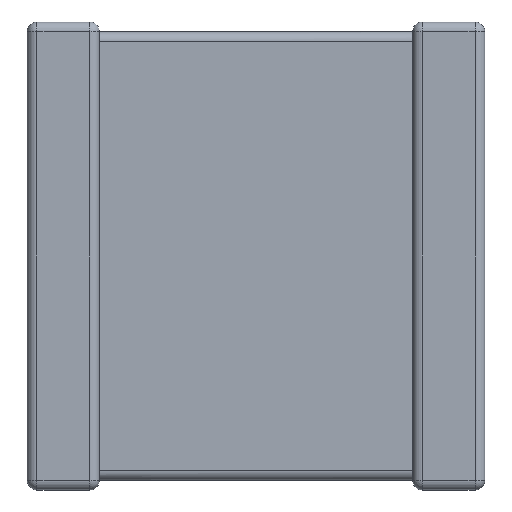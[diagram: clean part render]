
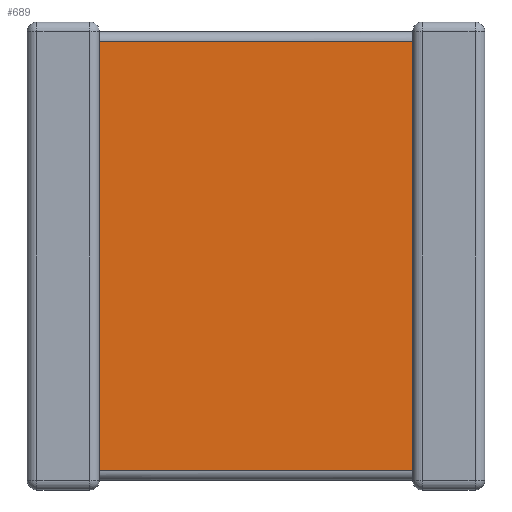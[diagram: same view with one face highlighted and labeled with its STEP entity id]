
A CAD part, front view. The second image highlights one B-rep face of the part: STEP entity #689.
In plain terms, the highlighted planar face has unit normal (0, -1, 0).
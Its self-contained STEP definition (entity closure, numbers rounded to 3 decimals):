
#7 = DIRECTION ( 'NONE',  ( 0., 0., -1. ) ) ;
#82 = EDGE_CURVE ( 'NONE', #4229, #1876, #3761, .T. ) ;
#84 = CARTESIAN_POINT ( 'NONE',  ( 5.6, 0.141, -0.283 ) ) ;
#153 = CARTESIAN_POINT ( 'NONE',  ( 1.05, 0.141, -0.283 ) ) ;
#197 = AXIS2_PLACEMENT_3D ( 'NONE', #1440, #334, #7 ) ;
#259 = LINE ( 'NONE', #1354, #2962 ) ;
#334 = DIRECTION ( 'NONE',  ( 0., -1., 0. ) ) ;
#491 = VECTOR ( 'NONE', #4518, 1000. ) ;
#689 = ADVANCED_FACE ( 'NONE', ( #1169 ), #1662, .T. ) ;
#740 = VECTOR ( 'NONE', #3128, 1000. ) ;
#1049 = ORIENTED_EDGE ( 'NONE', *, *, #3898, .T. ) ;
#1169 = FACE_OUTER_BOUND ( 'NONE', #4268, .T. ) ;
#1259 = EDGE_CURVE ( 'NONE', #1966, #4177, #259, .T. ) ;
#1348 = ORIENTED_EDGE ( 'NONE', *, *, #1259, .F. ) ;
#1354 = CARTESIAN_POINT ( 'NONE',  ( 1.05, 0.141, -6.8 ) ) ;
#1395 = DIRECTION ( 'NONE',  ( 0., 0., 1. ) ) ;
#1440 = CARTESIAN_POINT ( 'NONE',  ( 1.05, 0.141, -6.8 ) ) ;
#1662 = PLANE ( 'NONE',  #197 ) ;
#1722 = CARTESIAN_POINT ( 'NONE',  ( 1.05, 0.141, -0.283 ) ) ;
#1873 = CARTESIAN_POINT ( 'NONE',  ( 1.05, 0.141, -6.517 ) ) ;
#1876 = VERTEX_POINT ( 'NONE', #84 ) ;
#1880 = DIRECTION ( 'NONE',  ( 0., 0., 1. ) ) ;
#1886 = ORIENTED_EDGE ( 'NONE', *, *, #2995, .T. ) ;
#1966 = VERTEX_POINT ( 'NONE', #1873 ) ;
#2133 = ORIENTED_EDGE ( 'NONE', *, *, #82, .T. ) ;
#2169 = LINE ( 'NONE', #1722, #740 ) ;
#2752 = CARTESIAN_POINT ( 'NONE',  ( 5.6, 0.141, -6.8 ) ) ;
#2805 = CARTESIAN_POINT ( 'NONE',  ( 5.6, 0.141, -6.517 ) ) ;
#2962 = VECTOR ( 'NONE', #1880, 1000. ) ;
#2995 = EDGE_CURVE ( 'NONE', #1966, #4229, #3449, .T. ) ;
#3128 = DIRECTION ( 'NONE',  ( -1., 0., 0. ) ) ;
#3320 = VECTOR ( 'NONE', #1395, 1000. ) ;
#3449 = LINE ( 'NONE', #2805, #491 ) ;
#3761 = LINE ( 'NONE', #2752, #3320 ) ;
#3898 = EDGE_CURVE ( 'NONE', #1876, #4177, #2169, .T. ) ;
#4000 = CARTESIAN_POINT ( 'NONE',  ( 5.6, 0.141, -6.517 ) ) ;
#4177 = VERTEX_POINT ( 'NONE', #153 ) ;
#4229 = VERTEX_POINT ( 'NONE', #4000 ) ;
#4268 = EDGE_LOOP ( 'NONE', ( #1348, #1886, #2133, #1049 ) ) ;
#4518 = DIRECTION ( 'NONE',  ( 1., 0., 0. ) ) ;
